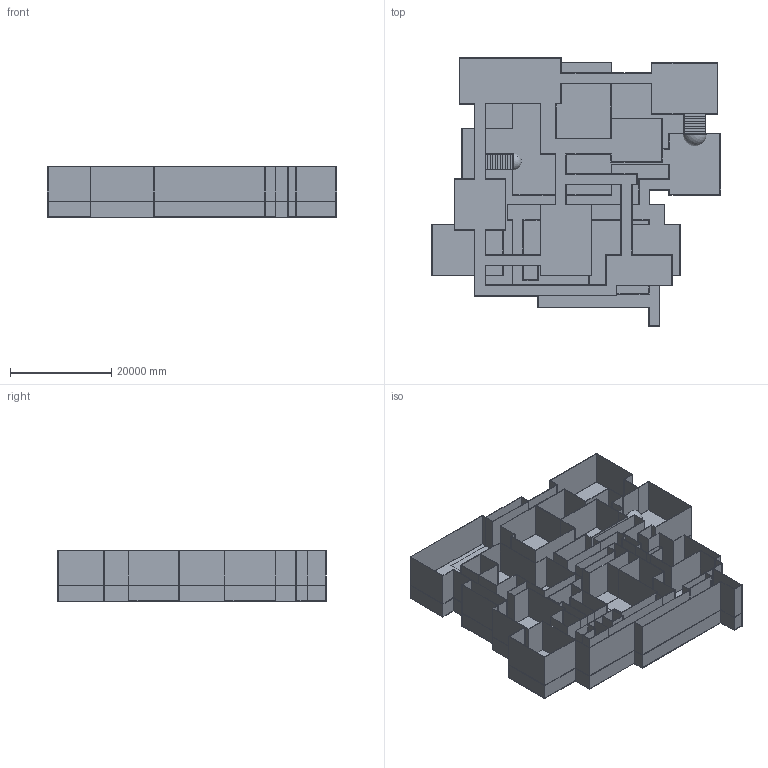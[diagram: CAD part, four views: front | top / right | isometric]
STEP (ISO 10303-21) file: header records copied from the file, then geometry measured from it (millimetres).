
FILE_DESCRIPTION(/* description */ (''),/* implementation_level */ '2;1');
FILE_NAME(/* name */ 'Map1 v40.step',/* time_stamp */ '2022-10-06T11:39:02-05:00',/* author */ (''),/* organization */ (''),/* preprocessor_version */ 'ST-DEVELOPER v19',/* originating_system */ 'Autodesk Translation Framework v11.7.0.108',/* authorisation */ '');
FILE_SCHEMA (('AUTOMOTIVE_DESIGN { 1 0 10303 214 3 1 1 }'));
Length unit declared in the file: metre
Products named in the file (2): Map1; #29294
Assembly tree (1 placements, depth 2):
  Map1
    #29294
Bounding box: 57200 x 53227.16 x 10000 mm (x, y, z)
Volume: 1541197277390.9 mm3; surface area: 30199981708.2 mm2
Topology: 39 solids, 39 shells, 895 faces, 2457 edges, 1641 vertices
Faces by surface type: plane 785, bspline 56, cone 37, cylinder 12, sphere 5
Full cylindrical faces by diameter (mm): 75 x5, 500 x1, 800 x1
Entity records: 29328 total; most frequent: CARTESIAN_POINT 6885, ORIENTED_EDGE 4908, DIRECTION 3984, EDGE_CURVE 2454, LINE 2128, VECTOR 2128, VERTEX_POINT 1641, EDGE_LOOP 947
